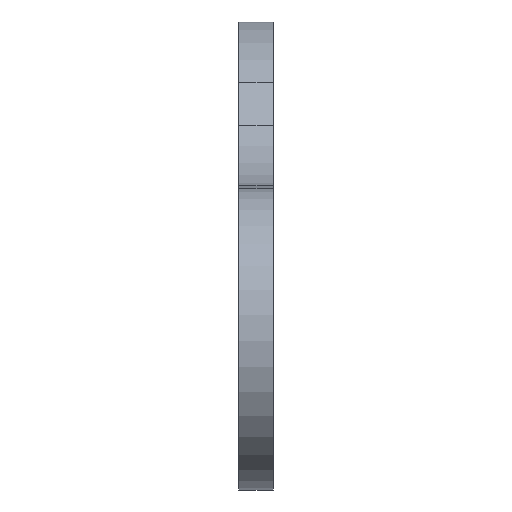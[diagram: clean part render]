
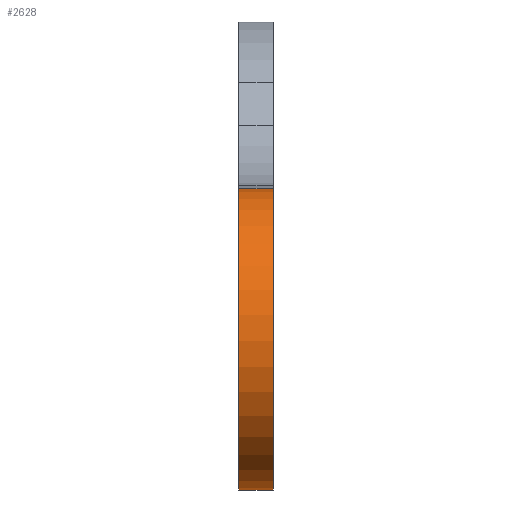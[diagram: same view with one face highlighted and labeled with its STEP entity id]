
A CAD part, front view. The second image highlights one B-rep face of the part: STEP entity #2628.
In plain terms, the highlighted cylindrical face has radius 13 mm (diameter 26 mm), a partial arc.
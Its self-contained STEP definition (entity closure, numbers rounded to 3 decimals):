
#148 = CARTESIAN_POINT ( 'NONE',  ( 3., 0., 0. ) ) ;
#263 = CARTESIAN_POINT ( 'NONE',  ( 0., 0., 0. ) ) ;
#286 = EDGE_CURVE ( 'NONE', #2223, #3186, #3651, .T. ) ;
#300 = EDGE_CURVE ( 'NONE', #2610, #2223, #3003, .T. ) ;
#359 = DIRECTION ( 'NONE',  ( 0., 0., -1. ) ) ;
#362 = EDGE_LOOP ( 'NONE', ( #897, #1957, #365, #1465 ) ) ;
#365 = ORIENTED_EDGE ( 'NONE', *, *, #3418, .T. ) ;
#615 = FACE_OUTER_BOUND ( 'NONE', #362, .T. ) ;
#897 = ORIENTED_EDGE ( 'NONE', *, *, #300, .F. ) ;
#1028 = CARTESIAN_POINT ( 'NONE',  ( 3., -0.256, 12.997 ) ) ;
#1086 = CARTESIAN_POINT ( 'NONE',  ( 3., 0., 0. ) ) ;
#1120 = CARTESIAN_POINT ( 'NONE',  ( 3., 0., -13. ) ) ;
#1352 = AXIS2_PLACEMENT_3D ( 'NONE', #148, #2017, #359 ) ;
#1369 = VERTEX_POINT ( 'NONE', #1028 ) ;
#1465 = ORIENTED_EDGE ( 'NONE', *, *, #286, .F. ) ;
#1630 = EDGE_CURVE ( 'NONE', #2610, #1369, #2022, .T. ) ;
#1664 = VECTOR ( 'NONE', #2121, 1000. ) ;
#1669 = CYLINDRICAL_SURFACE ( 'NONE', #1352, 13. ) ;
#1692 = DIRECTION ( 'NONE',  ( -1., 0., 0. ) ) ;
#1728 = DIRECTION ( 'NONE',  ( 0., 0., 1. ) ) ;
#1801 = LINE ( 'NONE', #3258, #1912 ) ;
#1912 = VECTOR ( 'NONE', #3340, 1000. ) ;
#1957 = ORIENTED_EDGE ( 'NONE', *, *, #1630, .T. ) ;
#2017 = DIRECTION ( 'NONE',  ( -1., 0., 0. ) ) ;
#2022 = CIRCLE ( 'NONE', #2030, 13. ) ;
#2030 = AXIS2_PLACEMENT_3D ( 'NONE', #1086, #1692, #1728 ) ;
#2121 = DIRECTION ( 'NONE',  ( -1., 0., 0. ) ) ;
#2124 = CARTESIAN_POINT ( 'NONE',  ( 3., 0., -13. ) ) ;
#2223 = VERTEX_POINT ( 'NONE', #2523 ) ;
#2389 = DIRECTION ( 'NONE',  ( 0., 0., 1. ) ) ;
#2427 = CARTESIAN_POINT ( 'NONE',  ( 0., -0.256, 12.997 ) ) ;
#2523 = CARTESIAN_POINT ( 'NONE',  ( 0., 0., -13. ) ) ;
#2610 = VERTEX_POINT ( 'NONE', #1120 ) ;
#2628 = ADVANCED_FACE ( 'NONE', ( #615 ), #1669, .T. ) ;
#2827 = DIRECTION ( 'NONE',  ( -1., 0., 0. ) ) ;
#3003 = LINE ( 'NONE', #2124, #1664 ) ;
#3137 = AXIS2_PLACEMENT_3D ( 'NONE', #263, #2827, #2389 ) ;
#3186 = VERTEX_POINT ( 'NONE', #2427 ) ;
#3258 = CARTESIAN_POINT ( 'NONE',  ( 3., -0.256, 12.997 ) ) ;
#3340 = DIRECTION ( 'NONE',  ( -1., 0., 0. ) ) ;
#3418 = EDGE_CURVE ( 'NONE', #1369, #3186, #1801, .T. ) ;
#3651 = CIRCLE ( 'NONE', #3137, 13. ) ;
